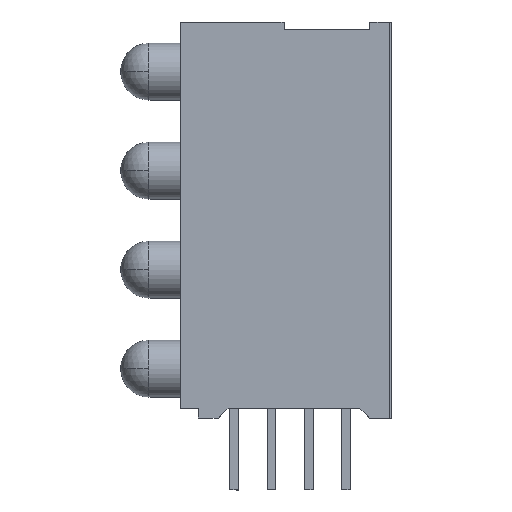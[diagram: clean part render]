
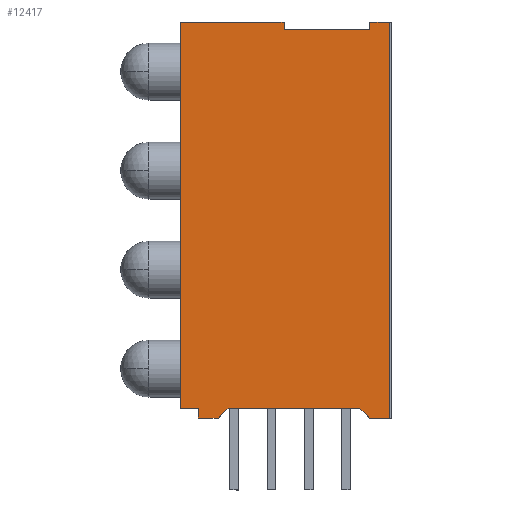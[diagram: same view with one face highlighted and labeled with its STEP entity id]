
A CAD part, top view. The second image highlights one B-rep face of the part: STEP entity #12417.
In plain terms, the highlighted face is planar.
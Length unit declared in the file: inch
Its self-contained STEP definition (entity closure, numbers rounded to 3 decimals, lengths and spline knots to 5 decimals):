
#167 = CARTESIAN_POINT ( 'NONE',  ( -0.2115, -0.4, 0. ) ) ;
#229 = EDGE_CURVE ( 'NONE', #12242, #1897, #7628, .T. ) ;
#329 = DIRECTION ( 'NONE',  ( 0., 1., 0. ) ) ;
#379 = CARTESIAN_POINT ( 'NONE',  ( 0.2115, -0.38, 0. ) ) ;
#449 = ORIENTED_EDGE ( 'NONE', *, *, #12039, .F. ) ;
#460 = DIRECTION ( 'NONE',  ( 1., 0., 0. ) ) ;
#556 = PLANE ( 'NONE',  #7277 ) ;
#687 = ORIENTED_EDGE ( 'NONE', *, *, #12388, .F. ) ;
#879 = CARTESIAN_POINT ( 'NONE',  ( 0.2115, 0.4, 0. ) ) ;
#1143 = ORIENTED_EDGE ( 'NONE', *, *, #11916, .F. ) ;
#1348 = VERTEX_POINT ( 'NONE', #9503 ) ;
#1391 = DIRECTION ( 'NONE',  ( 0., 1., 0. ) ) ;
#1570 = ORIENTED_EDGE ( 'NONE', *, *, #12456, .F. ) ;
#1611 = ORIENTED_EDGE ( 'NONE', *, *, #11888, .F. ) ;
#1717 = DIRECTION ( 'NONE',  ( 1., 0., 0. ) ) ;
#1897 = VERTEX_POINT ( 'NONE', #13250 ) ;
#2016 = VECTOR ( 'NONE', #329, 39.37008 ) ;
#2065 = VECTOR ( 'NONE', #4017, 39.37008 ) ;
#2119 = ORIENTED_EDGE ( 'NONE', *, *, #8326, .F. ) ;
#2124 = DIRECTION ( 'NONE',  ( -1., 0., 0. ) ) ;
#2418 = FACE_OUTER_BOUND ( 'NONE', #7595, .T. ) ;
#2442 = DIRECTION ( 'NONE',  ( 0., -1., 0. ) ) ;
#2645 = ORIENTED_EDGE ( 'NONE', *, *, #13751, .F. ) ;
#2831 = CARTESIAN_POINT ( 'NONE',  ( -0.1715, -0.4, 0. ) ) ;
#2866 = CARTESIAN_POINT ( 'NONE',  ( -0.1715, -0.4, 0. ) ) ;
#2923 = VECTOR ( 'NONE', #2124, 39.37008 ) ;
#2932 = VERTEX_POINT ( 'NONE', #879 ) ;
#2963 = VECTOR ( 'NONE', #9676, 39.37008 ) ;
#2978 = CARTESIAN_POINT ( 'NONE',  ( 0.1145, -0.38, 0. ) ) ;
#3064 = LINE ( 'NONE', #3239, #8808 ) ;
#3135 = VERTEX_POINT ( 'NONE', #12033 ) ;
#3188 = EDGE_CURVE ( 'NONE', #4250, #13864, #6434, .T. ) ;
#3239 = CARTESIAN_POINT ( 'NONE',  ( 0.0015, 0.4, 0. ) ) ;
#3461 = VERTEX_POINT ( 'NONE', #6258 ) ;
#3733 = VECTOR ( 'NONE', #5432, 39.37008 ) ;
#3773 = VECTOR ( 'NONE', #6232, 39.37008 ) ;
#3875 = ORIENTED_EDGE ( 'NONE', *, *, #9724, .F. ) ;
#3921 = CARTESIAN_POINT ( 'NONE',  ( -0.1715, 0.385, 0. ) ) ;
#4017 = DIRECTION ( 'NONE',  ( 0., 1., 0. ) ) ;
#4019 = CARTESIAN_POINT ( 'NONE',  ( -0.1715, 0.385, 0. ) ) ;
#4052 = DIRECTION ( 'NONE',  ( 0.707, -0.707, 0. ) ) ;
#4133 = LINE ( 'NONE', #6190, #6836 ) ;
#4250 = VERTEX_POINT ( 'NONE', #167 ) ;
#4389 = DIRECTION ( 'NONE',  ( 0., -1., 0. ) ) ;
#4473 = DIRECTION ( 'NONE',  ( 1., 0., 0. ) ) ;
#4541 = CARTESIAN_POINT ( 'NONE',  ( 0.0015, 0.4, 0. ) ) ;
#5178 = CARTESIAN_POINT ( 'NONE',  ( 0.1745, -0.4, 0. ) ) ;
#5424 = ORIENTED_EDGE ( 'NONE', *, *, #10452, .F. ) ;
#5432 = DIRECTION ( 'NONE',  ( 1., 0., 0. ) ) ;
#5624 = CARTESIAN_POINT ( 'NONE',  ( -0.1515, -0.38, 0. ) ) ;
#5812 = LINE ( 'NONE', #8270, #14293 ) ;
#5977 = VECTOR ( 'NONE', #2442, 39.37008 ) ;
#6190 = CARTESIAN_POINT ( 'NONE',  ( 0.1345, -0.4, 0. ) ) ;
#6232 = DIRECTION ( 'NONE',  ( -1., 0., 0. ) ) ;
#6258 = CARTESIAN_POINT ( 'NONE',  ( 0.1345, -0.4, 0. ) ) ;
#6275 = EDGE_CURVE ( 'NONE', #8054, #3135, #3064, .T. ) ;
#6434 = LINE ( 'NONE', #12331, #3733 ) ;
#6780 = ORIENTED_EDGE ( 'NONE', *, *, #6275, .F. ) ;
#6836 = VECTOR ( 'NONE', #460, 39.37008 ) ;
#7029 = ORIENTED_EDGE ( 'NONE', *, *, #3188, .F. ) ;
#7072 = EDGE_CURVE ( 'NONE', #10770, #1348, #14832, .T. ) ;
#7132 = CARTESIAN_POINT ( 'NONE',  ( -0.1515, -0.38, 0. ) ) ;
#7277 = AXIS2_PLACEMENT_3D ( 'NONE', #8495, #8596, #1717 ) ;
#7383 = VECTOR ( 'NONE', #11334, 39.37008 ) ;
#7580 = LINE ( 'NONE', #2978, #10273 ) ;
#7595 = EDGE_LOOP ( 'NONE', ( #5424, #10287, #3875, #1143, #6780, #8620, #2645, #449, #1570, #1611, #2119, #12475, #687, #7029 ) ) ;
#7628 = LINE ( 'NONE', #5624, #10317 ) ;
#7964 = CARTESIAN_POINT ( 'NONE',  ( 0.1745, -0.38, 0. ) ) ;
#8054 = VERTEX_POINT ( 'NONE', #4541 ) ;
#8270 = CARTESIAN_POINT ( 'NONE',  ( -0.1715, 0.4, 0. ) ) ;
#8326 = EDGE_CURVE ( 'NONE', #1897, #3461, #7580, .T. ) ;
#8488 = LINE ( 'NONE', #14138, #2016 ) ;
#8495 = CARTESIAN_POINT ( 'NONE',  ( 0., 0., 0. ) ) ;
#8596 = DIRECTION ( 'NONE',  ( 0., 0., 1. ) ) ;
#8620 = ORIENTED_EDGE ( 'NONE', *, *, #11386, .F. ) ;
#8808 = VECTOR ( 'NONE', #4389, 39.37008 ) ;
#9061 = LINE ( 'NONE', #9332, #5977 ) ;
#9332 = CARTESIAN_POINT ( 'NONE',  ( -0.2115, 0.4, 0. ) ) ;
#9503 = CARTESIAN_POINT ( 'NONE',  ( -0.2115, 0.4, 0. ) ) ;
#9676 = DIRECTION ( 'NONE',  ( -1., 0., 0. ) ) ;
#9724 = EDGE_CURVE ( 'NONE', #14325, #10770, #5812, .T. ) ;
#9813 = VERTEX_POINT ( 'NONE', #379 ) ;
#9899 = LINE ( 'NONE', #3921, #3773 ) ;
#10175 = CARTESIAN_POINT ( 'NONE',  ( 0.1745, -0.38, 0. ) ) ;
#10273 = VECTOR ( 'NONE', #4052, 39.37008 ) ;
#10287 = ORIENTED_EDGE ( 'NONE', *, *, #7072, .F. ) ;
#10317 = VECTOR ( 'NONE', #4473, 39.37008 ) ;
#10452 = EDGE_CURVE ( 'NONE', #1348, #4250, #9061, .T. ) ;
#10770 = VERTEX_POINT ( 'NONE', #12196 ) ;
#10862 = DIRECTION ( 'NONE',  ( 0.707, 0.707, 0. ) ) ;
#10935 = VERTEX_POINT ( 'NONE', #7964 ) ;
#11334 = DIRECTION ( 'NONE',  ( 1., 0., 0. ) ) ;
#11386 = EDGE_CURVE ( 'NONE', #2932, #8054, #14791, .T. ) ;
#11615 = LINE ( 'NONE', #2831, #14671 ) ;
#11888 = EDGE_CURVE ( 'NONE', #3461, #13553, #4133, .T. ) ;
#11916 = EDGE_CURVE ( 'NONE', #3135, #14325, #9899, .T. ) ;
#12033 = CARTESIAN_POINT ( 'NONE',  ( 0.0015, 0.385, 0. ) ) ;
#12039 = EDGE_CURVE ( 'NONE', #10935, #9813, #13498, .T. ) ;
#12196 = CARTESIAN_POINT ( 'NONE',  ( -0.1715, 0.4, 0. ) ) ;
#12242 = VERTEX_POINT ( 'NONE', #7132 ) ;
#12331 = CARTESIAN_POINT ( 'NONE',  ( -0.2115, -0.4, 0. ) ) ;
#12388 = EDGE_CURVE ( 'NONE', #13864, #12242, #11615, .T. ) ;
#12417 = ADVANCED_FACE ( 'NONE', ( #2418 ), #556, .F. ) ;
#12456 = EDGE_CURVE ( 'NONE', #13553, #10935, #14315, .T. ) ;
#12475 = ORIENTED_EDGE ( 'NONE', *, *, #229, .F. ) ;
#12618 = CARTESIAN_POINT ( 'NONE',  ( 0.1745, -0.4, 0. ) ) ;
#13103 = CARTESIAN_POINT ( 'NONE',  ( -0.2115, 0.4, 0. ) ) ;
#13250 = CARTESIAN_POINT ( 'NONE',  ( 0.1145, -0.38, 0. ) ) ;
#13498 = LINE ( 'NONE', #10175, #7383 ) ;
#13553 = VERTEX_POINT ( 'NONE', #12618 ) ;
#13751 = EDGE_CURVE ( 'NONE', #9813, #2932, #8488, .T. ) ;
#13864 = VERTEX_POINT ( 'NONE', #2866 ) ;
#14138 = CARTESIAN_POINT ( 'NONE',  ( 0.2115, 0.4, 0. ) ) ;
#14293 = VECTOR ( 'NONE', #1391, 39.37008 ) ;
#14315 = LINE ( 'NONE', #5178, #2065 ) ;
#14325 = VERTEX_POINT ( 'NONE', #4019 ) ;
#14671 = VECTOR ( 'NONE', #10862, 39.37008 ) ;
#14751 = CARTESIAN_POINT ( 'NONE',  ( 0.0015, 0.4, 0. ) ) ;
#14791 = LINE ( 'NONE', #14751, #2923 ) ;
#14832 = LINE ( 'NONE', #13103, #2963 ) ;
